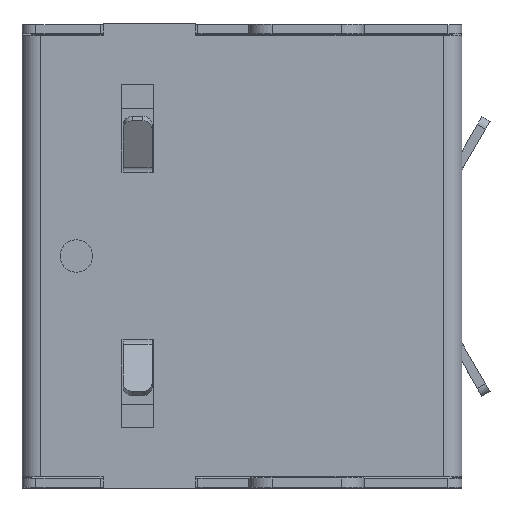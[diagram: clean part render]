
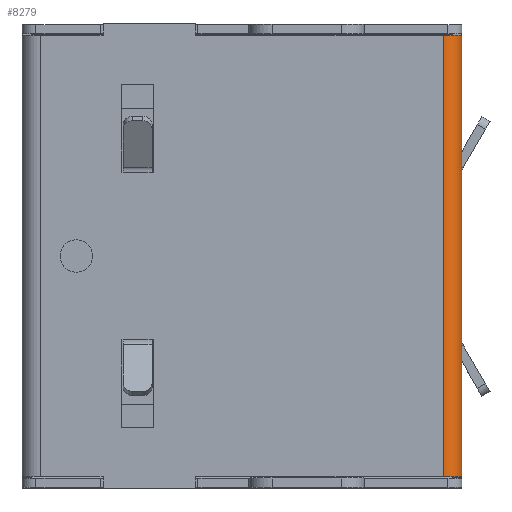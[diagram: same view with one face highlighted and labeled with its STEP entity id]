
A CAD part, top view. The second image highlights one B-rep face of the part: STEP entity #8279.
In plain terms, the highlighted cylindrical face has radius 4 mm (diameter 8 mm), a partial arc.
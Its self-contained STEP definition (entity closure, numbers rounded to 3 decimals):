
#731 = ORIENTED_EDGE ( 'NONE', *, *, #7473, .F. ) ;
#842 = DIRECTION ( 'NONE',  ( 0., -1., 0. ) ) ;
#1133 = EDGE_LOOP ( 'NONE', ( #731, #13383, #13128, #13779 ) ) ;
#1439 = DIRECTION ( 'NONE',  ( 0., 1., 0. ) ) ;
#2061 = CIRCLE ( 'NONE', #8133, 4. ) ;
#2597 = DIRECTION ( 'NONE',  ( 1., 0., 0. ) ) ;
#3676 = CARTESIAN_POINT ( 'NONE',  ( 43.5, -47.7, 0. ) ) ;
#3841 = VERTEX_POINT ( 'NONE', #7626 ) ;
#4425 = CIRCLE ( 'NONE', #9671, 4. ) ;
#4427 = VERTEX_POINT ( 'NONE', #12150 ) ;
#4481 = EDGE_CURVE ( 'NONE', #15287, #3841, #7761, .T. ) ;
#4617 = DIRECTION ( 'NONE',  ( 1., 0., 0. ) ) ;
#4779 = VECTOR ( 'NONE', #1439, 1000. ) ;
#5685 = EDGE_CURVE ( 'NONE', #13139, #15287, #2061, .T. ) ;
#5893 = DIRECTION ( 'NONE',  ( 0., -1., 0. ) ) ;
#5975 = AXIS2_PLACEMENT_3D ( 'NONE', #13087, #842, #4617 ) ;
#7111 = CARTESIAN_POINT ( 'NONE',  ( 47.5, 0., -4. ) ) ;
#7473 = EDGE_CURVE ( 'NONE', #3841, #4427, #4425, .T. ) ;
#7626 = CARTESIAN_POINT ( 'NONE',  ( 43.5, 47.7, 0. ) ) ;
#7761 = LINE ( 'NONE', #15114, #9679 ) ;
#8133 = AXIS2_PLACEMENT_3D ( 'NONE', #13332, #5893, #2597 ) ;
#8141 = CYLINDRICAL_SURFACE ( 'NONE', #5975, 4. ) ;
#8279 = ADVANCED_FACE ( 'NONE', ( #14264 ), #8141, .T. ) ;
#8586 = LINE ( 'NONE', #7111, #4779 ) ;
#9671 = AXIS2_PLACEMENT_3D ( 'NONE', #11153, #11086, #13596 ) ;
#9679 = VECTOR ( 'NONE', #10492, 1000. ) ;
#10492 = DIRECTION ( 'NONE',  ( 0., 1., 0. ) ) ;
#11086 = DIRECTION ( 'NONE',  ( 0., 1., 0. ) ) ;
#11153 = CARTESIAN_POINT ( 'NONE',  ( 43.5, 47.7, -4. ) ) ;
#12150 = CARTESIAN_POINT ( 'NONE',  ( 47.5, 47.7, -4. ) ) ;
#12183 = CARTESIAN_POINT ( 'NONE',  ( 47.5, -47.7, -4. ) ) ;
#13087 = CARTESIAN_POINT ( 'NONE',  ( 43.5, 95.542, -4. ) ) ;
#13128 = ORIENTED_EDGE ( 'NONE', *, *, #5685, .F. ) ;
#13139 = VERTEX_POINT ( 'NONE', #12183 ) ;
#13332 = CARTESIAN_POINT ( 'NONE',  ( 43.5, -47.7, -4. ) ) ;
#13383 = ORIENTED_EDGE ( 'NONE', *, *, #4481, .F. ) ;
#13596 = DIRECTION ( 'NONE',  ( 1., 0., 0. ) ) ;
#13779 = ORIENTED_EDGE ( 'NONE', *, *, #14331, .T. ) ;
#14264 = FACE_OUTER_BOUND ( 'NONE', #1133, .T. ) ;
#14331 = EDGE_CURVE ( 'NONE', #13139, #4427, #8586, .T. ) ;
#15114 = CARTESIAN_POINT ( 'NONE',  ( 43.5, 0., 0. ) ) ;
#15287 = VERTEX_POINT ( 'NONE', #3676 ) ;
